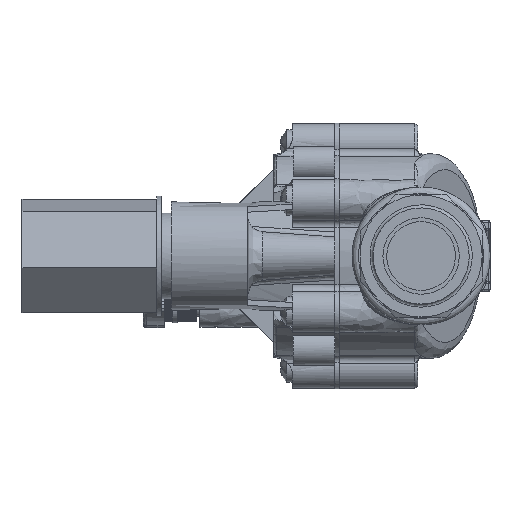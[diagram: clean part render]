
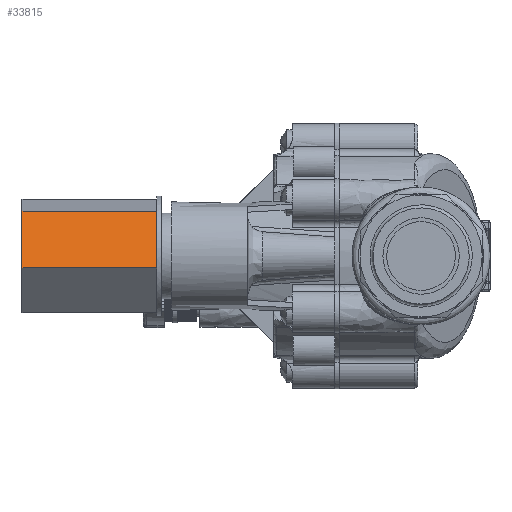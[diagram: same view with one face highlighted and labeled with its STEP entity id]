
A CAD part, left-side view. The second image highlights one B-rep face of the part: STEP entity #33815.
In plain terms, the highlighted free-form (B-spline) face has degree [1, 1] with [2, 2] control points.
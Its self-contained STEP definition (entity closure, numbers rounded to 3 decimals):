
#33672 = VERTEX_POINT('',#33673);
#33673 = CARTESIAN_POINT('',(-156.,144.751,
    -21.815));
#33680 = EDGE_CURVE('',#33672,#33681,#33683,.T.);
#33681 = VERTEX_POINT('',#33682);
#33682 = CARTESIAN_POINT('',(-156.,263.57,
    -21.815));
#33683 = B_SPLINE_CURVE_WITH_KNOTS('',1,(#33684,#33685),.UNSPECIFIED.,
  .F.,.F.,(2,2),(0.,4.2),.PIECEWISE_BEZIER_KNOTS.);
#33684 = CARTESIAN_POINT('',(-156.,144.751,
    -21.815));
#33685 = CARTESIAN_POINT('',(-156.,263.57,
    -21.815));
#33792 = VERTEX_POINT('',#33793);
#33793 = CARTESIAN_POINT('',(-139.246,144.751,
    28.364));
#33800 = VERTEX_POINT('',#33801);
#33801 = CARTESIAN_POINT('',(-139.246,263.57,
    28.364));
#33806 = EDGE_CURVE('',#33792,#33800,#33807,.T.);
#33807 = B_SPLINE_CURVE_WITH_KNOTS('',1,(#33808,#33809),.UNSPECIFIED.,
  .F.,.F.,(2,2),(0.,4.2),.PIECEWISE_BEZIER_KNOTS.);
#33808 = CARTESIAN_POINT('',(-139.246,144.751,
    28.364));
#33809 = CARTESIAN_POINT('',(-139.246,263.57,
    28.364));
#33815 = ADVANCED_FACE('',(#33816),#33830,.T.);
#33816 = FACE_BOUND('',#33817,.T.);
#33817 = EDGE_LOOP('',(#33818,#33823,#33824,#33829));
#33818 = ORIENTED_EDGE('',*,*,#33819,.F.);
#33819 = EDGE_CURVE('',#33792,#33672,#33820,.T.);
#33820 = B_SPLINE_CURVE_WITH_KNOTS('',1,(#33821,#33822),.UNSPECIFIED.,
  .F.,.F.,(2,2),(-1.403,0.468),.PIECEWISE_BEZIER_KNOTS.);
#33821 = CARTESIAN_POINT('',(-139.246,144.751,
    28.364));
#33822 = CARTESIAN_POINT('',(-156.,144.751,
    -21.815));
#33823 = ORIENTED_EDGE('',*,*,#33806,.T.);
#33824 = ORIENTED_EDGE('',*,*,#33825,.F.);
#33825 = EDGE_CURVE('',#33681,#33800,#33826,.T.);
#33826 = B_SPLINE_CURVE_WITH_KNOTS('',1,(#33827,#33828),.UNSPECIFIED.,
  .F.,.F.,(2,2),(-1.87,0.),.PIECEWISE_BEZIER_KNOTS.);
#33827 = CARTESIAN_POINT('',(-156.,263.57,
    -21.815));
#33828 = CARTESIAN_POINT('',(-139.246,263.57,
    28.364));
#33829 = ORIENTED_EDGE('',*,*,#33680,.F.);
#33830 = B_SPLINE_SURFACE_WITH_KNOTS('',1,1,(
    (#33831,#33832)
    ,(#33833,#33834
    )),.UNSPECIFIED.,.F.,.F.,.F.,(2,2),(2,2),(-0.001,1.871),(-0.001,
    4.201),.PIECEWISE_BEZIER_KNOTS.);
#33831 = CARTESIAN_POINT('',(-156.009,144.723,
    -21.842));
#33832 = CARTESIAN_POINT('',(-156.009,263.598,
    -21.842));
#33833 = CARTESIAN_POINT('',(-139.238,144.723,
    28.391));
#33834 = CARTESIAN_POINT('',(-139.238,263.598,
    28.391));
